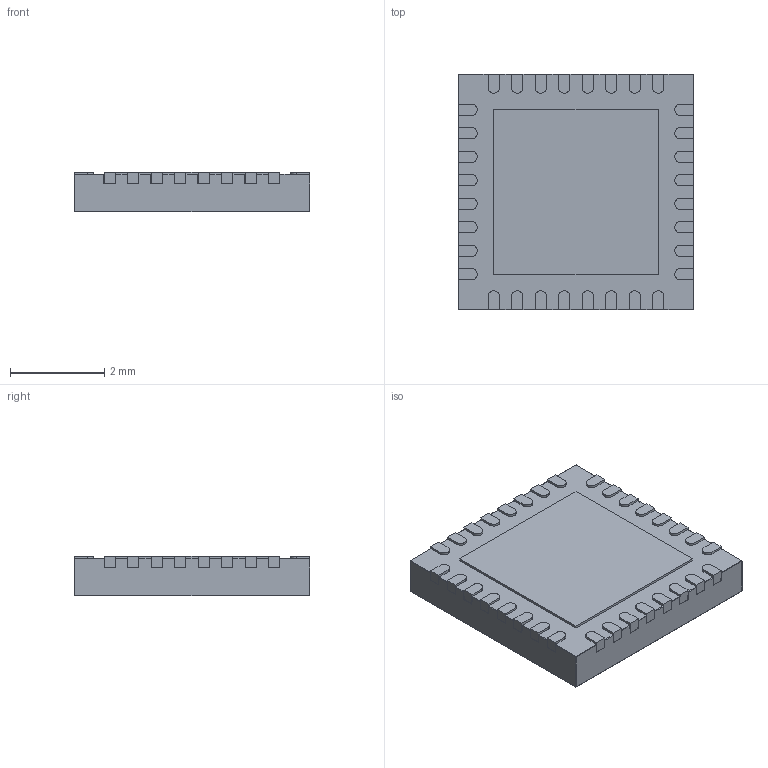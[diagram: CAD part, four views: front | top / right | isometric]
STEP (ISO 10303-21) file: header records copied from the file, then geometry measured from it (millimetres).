
FILE_DESCRIPTION (( 'STEP AP214' ), '1' );
FILE_NAME ('EA38A8C9-8F6C-4B34-892E-4B20DEE786E5.STEP', '2023-08-16T23:05:38', ( '' ), ( '' ), 'SwSTEP 2.0', 'SolidWorks 2022', '' );
FILE_SCHEMA (( 'AUTOMOTIVE_DESIGN' ));
Length unit declared in the file: millimetre
Products named in the file (1): EA38A8C9-8F6C-4B34-892E-4B20DEE786E5
Bounding box: 5 x 5 x 0.85 mm (x, y, z)
Volume: 20.7 mm3; surface area: 69 mm2
Topology: 1 solids, 1 shells, 515 faces, 1396 edges, 886 vertices
Faces by surface type: plane 399, cylinder 98, bspline 18
Entity records: 17716 total; most frequent: CARTESIAN_POINT 3176, ORIENTED_EDGE 2776, DIRECTION 2562, EDGE_CURVE 1388, VECTOR 1170, LINE 1170, VERTEX_POINT 886, AXIS2_PLACEMENT_3D 696
